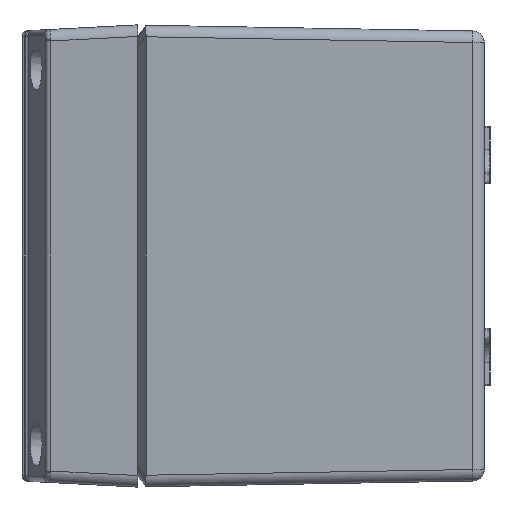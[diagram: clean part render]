
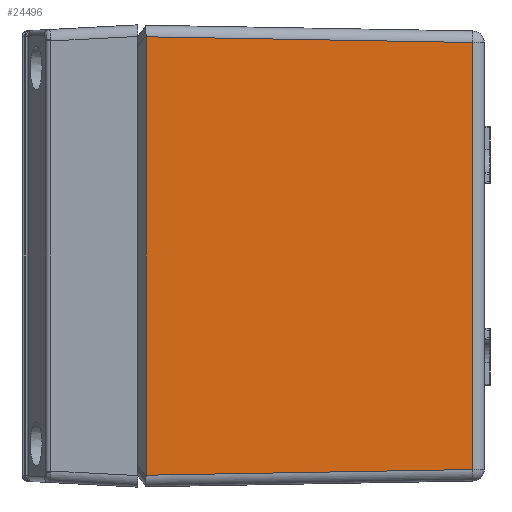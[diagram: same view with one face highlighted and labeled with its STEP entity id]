
A CAD part, left-side view. The second image highlights one B-rep face of the part: STEP entity #24496.
In plain terms, the highlighted planar face has unit normal (-1, -0.018, 0).
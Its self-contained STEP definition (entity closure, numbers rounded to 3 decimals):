
#22679 = CARTESIAN_POINT ( 'NONE',  ( -58.952, -60.035, 36.952 ) ) ;
#22730 = DIRECTION ( 'NONE',  ( 0.017, -1., 0.017 ) ) ;
#22731 = VECTOR ( 'NONE', #22730, 1000. ) ;
#22732 = CARTESIAN_POINT ( 'NONE',  ( -60.001, 0.035, -38.001 ) ) ;
#22733 = LINE ( 'NONE', #22732, #22731 ) ;
#22738 = FACE_OUTER_BOUND ( 'NONE', #24453, .T. ) ;
#22740 = CARTESIAN_POINT ( 'NONE',  ( -59.976, -1.361, 37.977 ) ) ;
#22741 = AXIS2_PLACEMENT_3D ( 'NONE', #22781, #22780, #22779 ) ;
#22742 = CARTESIAN_POINT ( 'NONE',  ( -59.939, -3.5, -37.939 ) ) ;
#22747 = DIRECTION ( 'NONE',  ( 0., 0., -1. ) ) ;
#22748 = VECTOR ( 'NONE', #22747, 1000. ) ;
#22749 = DIRECTION ( 'NONE',  ( 0., 0., 1. ) ) ;
#22750 = VECTOR ( 'NONE', #22749, 1000. ) ;
#22752 = CARTESIAN_POINT ( 'NONE',  ( -58.952, -60.035, 38.918 ) ) ;
#22753 = LINE ( 'NONE', #22752, #22750 ) ;
#22754 = CARTESIAN_POINT ( 'NONE',  ( -59.939, -3.5, -40. ) ) ;
#22755 = LINE ( 'NONE', #22754, #22748 ) ;
#22759 = CARTESIAN_POINT ( 'NONE',  ( -58.952, -60.035, -36.952 ) ) ;
#22779 = DIRECTION ( 'NONE',  ( 0.017, -1., 0. ) ) ;
#22780 = DIRECTION ( 'NONE',  ( -1., -0.017, 0. ) ) ;
#22781 = CARTESIAN_POINT ( 'NONE',  ( -60., 0., -40. ) ) ;
#22786 = CARTESIAN_POINT ( 'NONE',  ( -59.939, -3.5, 37.939 ) ) ;
#22787 = DIRECTION ( 'NONE',  ( -0.017, 1., 0.017 ) ) ;
#22788 = VECTOR ( 'NONE', #22787, 1000. ) ;
#22793 = LINE ( 'NONE', #22740, #22788 ) ;
#22795 = PLANE ( 'NONE',  #22741 ) ;
#24453 = EDGE_LOOP ( 'NONE', ( #24456, #24493, #24475, #24457 ) ) ;
#24455 = VERTEX_POINT ( 'NONE', #22679 ) ;
#24456 = ORIENTED_EDGE ( 'NONE', *, *, #24478, .T. ) ;
#24457 = ORIENTED_EDGE ( 'NONE', *, *, #24482, .T. ) ;
#24470 = VERTEX_POINT ( 'NONE', #22759 ) ;
#24475 = ORIENTED_EDGE ( 'NONE', *, *, #24476, .T. ) ;
#24476 = EDGE_CURVE ( 'NONE', #24497, #24479, #22755, .T. ) ;
#24478 = EDGE_CURVE ( 'NONE', #24470, #24455, #22753, .T. ) ;
#24479 = VERTEX_POINT ( 'NONE', #22742 ) ;
#24482 = EDGE_CURVE ( 'NONE', #24479, #24470, #22733, .T. ) ;
#24493 = ORIENTED_EDGE ( 'NONE', *, *, #24495, .T. ) ;
#24495 = EDGE_CURVE ( 'NONE', #24455, #24497, #22793, .T. ) ;
#24496 = ADVANCED_FACE ( 'NONE', ( #22738 ), #22795, .T. ) ;
#24497 = VERTEX_POINT ( 'NONE', #22786 ) ;
